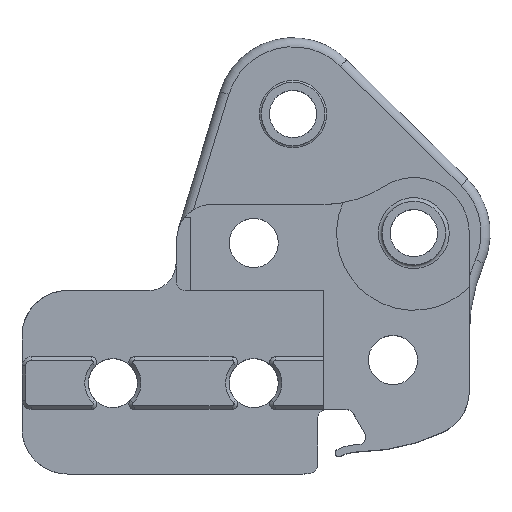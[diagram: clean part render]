
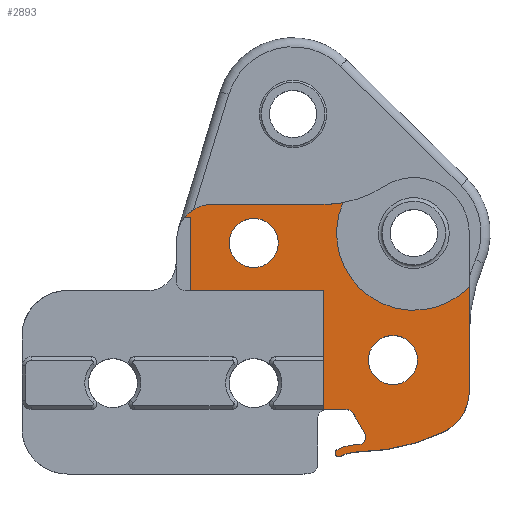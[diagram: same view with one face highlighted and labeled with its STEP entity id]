
A CAD part, top view. The second image highlights one B-rep face of the part: STEP entity #2893.
In plain terms, the highlighted planar face has unit normal (0, 0, 1).
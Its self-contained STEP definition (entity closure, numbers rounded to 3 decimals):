
#133=LINE('',#4248,#368);
#266=LINE('',#5158,#501);
#273=LINE('',#5191,#508);
#277=LINE('',#5199,#512);
#284=LINE('',#5215,#519);
#285=LINE('',#5219,#520);
#286=LINE('',#5221,#521);
#287=LINE('',#5222,#522);
#368=VECTOR('',#3341,10.);
#501=VECTOR('',#3866,10.);
#508=VECTOR('',#3899,10.);
#512=VECTOR('',#3905,10.);
#519=VECTOR('',#3916,10.);
#520=VECTOR('',#3919,10.);
#521=VECTOR('',#3920,10.);
#522=VECTOR('',#3921,10.);
#618=FACE_BOUND('',#909,.T.);
#619=FACE_BOUND('',#910,.T.);
#729=FACE_OUTER_BOUND('',#908,.T.);
#908=EDGE_LOOP('',(#2377,#2378,#2379,#2380,#2381,#2382,#2383,#2384,#2385,
#2386,#2387,#2388,#2389,#2390,#2391,#2392,#2393,#2394));
#909=EDGE_LOOP('',(#2395));
#910=EDGE_LOOP('',(#2396));
#977=CIRCLE('',#2978,8.5);
#1035=CIRCLE('',#3074,2.7);
#1036=CIRCLE('',#3076,2.7);
#1077=CIRCLE('',#3160,5.);
#1081=CIRCLE('',#3172,0.8);
#1083=CIRCLE('',#3176,1.);
#1084=CIRCLE('',#3179,5.2);
#1085=CIRCLE('',#3181,0.4);
#1093=CIRCLE('',#3193,12.);
#1094=CIRCLE('',#3194,4.);
#1095=CIRCLE('',#3195,4.4);
#1096=CIRCLE('',#3196,22.2);
#1152=VERTEX_POINT('',#4235);
#1153=VERTEX_POINT('',#4237);
#1156=VERTEX_POINT('',#4247);
#1257=VERTEX_POINT('',#4597);
#1258=VERTEX_POINT('',#4601);
#1307=VERTEX_POINT('',#5108);
#1316=VERTEX_POINT('',#5142);
#1317=VERTEX_POINT('',#5144);
#1319=VERTEX_POINT('',#5152);
#1320=VERTEX_POINT('',#5154);
#1321=VERTEX_POINT('',#5160);
#1322=VERTEX_POINT('',#5164);
#1333=VERTEX_POINT('',#5190);
#1336=VERTEX_POINT('',#5198);
#1342=VERTEX_POINT('',#5212);
#1343=VERTEX_POINT('',#5214);
#1344=VERTEX_POINT('',#5216);
#1345=VERTEX_POINT('',#5218);
#1346=VERTEX_POINT('',#5220);
#1347=VERTEX_POINT('',#5223);
#1421=EDGE_CURVE('',#1153,#1152,#977,.T.);
#1426=EDGE_CURVE('',#1156,#1153,#133,.T.);
#1561=EDGE_CURVE('',#1257,#1257,#1035,.T.);
#1563=EDGE_CURVE('',#1258,#1258,#1036,.T.);
#1663=EDGE_CURVE('',#1156,#1307,#1077,.T.);
#1682=EDGE_CURVE('',#1316,#1317,#1081,.T.);
#1686=EDGE_CURVE('',#1320,#1319,#1083,.T.);
#1688=EDGE_CURVE('',#1319,#1316,#266,.T.);
#1689=EDGE_CURVE('',#1321,#1317,#1084,.T.);
#1691=EDGE_CURVE('',#1322,#1321,#1085,.T.);
#1704=EDGE_CURVE('',#1333,#1320,#273,.T.);
#1708=EDGE_CURVE('',#1333,#1336,#277,.T.);
#1715=EDGE_CURVE('',#1152,#1342,#1093,.T.);
#1716=EDGE_CURVE('',#1342,#1343,#284,.T.);
#1717=EDGE_CURVE('',#1343,#1344,#1094,.T.);
#1718=EDGE_CURVE('',#1344,#1345,#285,.T.);
#1719=EDGE_CURVE('',#1345,#1346,#286,.T.);
#1720=EDGE_CURVE('',#1346,#1336,#287,.T.);
#1721=EDGE_CURVE('',#1322,#1347,#1095,.T.);
#1722=EDGE_CURVE('',#1347,#1307,#1096,.T.);
#2377=ORIENTED_EDGE('',*,*,#1421,.T.);
#2378=ORIENTED_EDGE('',*,*,#1715,.T.);
#2379=ORIENTED_EDGE('',*,*,#1716,.T.);
#2380=ORIENTED_EDGE('',*,*,#1717,.T.);
#2381=ORIENTED_EDGE('',*,*,#1718,.T.);
#2382=ORIENTED_EDGE('',*,*,#1719,.T.);
#2383=ORIENTED_EDGE('',*,*,#1720,.T.);
#2384=ORIENTED_EDGE('',*,*,#1708,.F.);
#2385=ORIENTED_EDGE('',*,*,#1704,.T.);
#2386=ORIENTED_EDGE('',*,*,#1686,.T.);
#2387=ORIENTED_EDGE('',*,*,#1688,.T.);
#2388=ORIENTED_EDGE('',*,*,#1682,.T.);
#2389=ORIENTED_EDGE('',*,*,#1689,.F.);
#2390=ORIENTED_EDGE('',*,*,#1691,.F.);
#2391=ORIENTED_EDGE('',*,*,#1721,.T.);
#2392=ORIENTED_EDGE('',*,*,#1722,.T.);
#2393=ORIENTED_EDGE('',*,*,#1663,.F.);
#2394=ORIENTED_EDGE('',*,*,#1426,.T.);
#2395=ORIENTED_EDGE('',*,*,#1561,.T.);
#2396=ORIENTED_EDGE('',*,*,#1563,.T.);
#2761=PLANE('',#3192);
#2893=ADVANCED_FACE('',(#729,#618,#619),#2761,.T.);
#2978=AXIS2_PLACEMENT_3D('',#4238,#3330,#3331);
#3074=AXIS2_PLACEMENT_3D('',#4599,#3599,#3600);
#3076=AXIS2_PLACEMENT_3D('',#4603,#3604,#3605);
#3160=AXIS2_PLACEMENT_3D('',#5109,#3812,#3813);
#3172=AXIS2_PLACEMENT_3D('',#5146,#3851,#3852);
#3176=AXIS2_PLACEMENT_3D('',#5155,#3861,#3862);
#3179=AXIS2_PLACEMENT_3D('',#5161,#3869,#3870);
#3181=AXIS2_PLACEMENT_3D('',#5165,#3874,#3875);
#3192=AXIS2_PLACEMENT_3D('',#5211,#3912,#3913);
#3193=AXIS2_PLACEMENT_3D('',#5213,#3914,#3915);
#3194=AXIS2_PLACEMENT_3D('',#5217,#3917,#3918);
#3195=AXIS2_PLACEMENT_3D('',#5224,#3922,#3923);
#3196=AXIS2_PLACEMENT_3D('',#5225,#3924,#3925);
#3330=DIRECTION('center_axis',(0.,0.,-1.));
#3331=DIRECTION('ref_axis',(-1.,0.,0.));
#3341=DIRECTION('',(0.,1.,0.));
#3599=DIRECTION('center_axis',(0.,0.,
-1.));
#3600=DIRECTION('ref_axis',(0.814,0.581,0.));
#3604=DIRECTION('center_axis',(0.,0.,
-1.));
#3605=DIRECTION('ref_axis',(0.814,0.581,0.));
#3812=DIRECTION('center_axis',(0.,0.,
-1.));
#3813=DIRECTION('ref_axis',(0.432,-0.902,0.));
#3851=DIRECTION('center_axis',(0.,0.,
-1.));
#3852=DIRECTION('ref_axis',(0.002,-1.,0.));
#3861=DIRECTION('center_axis',(0.,0.,
-1.));
#3862=DIRECTION('ref_axis',(0.866,0.5,0.));
#3866=DIRECTION('',(0.5,-0.866,0.));
#3869=DIRECTION('center_axis',(0.,0.,
-1.));
#3870=DIRECTION('ref_axis',(0.,1.,0.));
#3874=DIRECTION('center_axis',(0.,0.,
-1.));
#3875=DIRECTION('ref_axis',(-0.459,0.889,0.));
#3899=DIRECTION('',(1.,0.,0.));
#3905=DIRECTION('',(0.,1.,0.));
#3912=DIRECTION('center_axis',(0.,0.,
1.));
#3913=DIRECTION('ref_axis',(-1.,0.,0.));
#3914=DIRECTION('center_axis',(0.,0.,
-1.));
#3915=DIRECTION('ref_axis',(0.,-1.,0.));
#3916=DIRECTION('',(-1.,0.,0.));
#3917=DIRECTION('center_axis',(0.,0.,
1.));
#3918=DIRECTION('ref_axis',(-0.773,0.635,0.));
#3919=DIRECTION('',(1.,0.,0.));
#3920=DIRECTION('',(0.,-1.,0.));
#3921=DIRECTION('',(1.,0.,0.));
#3922=DIRECTION('center_axis',(0.,0.,
-1.));
#3923=DIRECTION('ref_axis',(-0.01,1.,0.));
#3924=DIRECTION('center_axis',(0.,0.,
1.));
#3925=DIRECTION('ref_axis',(0.432,-0.902,0.));
#4235=CARTESIAN_POINT('',(10.751,16.951,26.762));
#4237=CARTESIAN_POINT('',(24.669,7.692,26.762));
#4238=CARTESIAN_POINT('Origin',(18.567,13.61,26.762));
#4247=CARTESIAN_POINT('',(24.669,-3.773,26.762));
#4248=CARTESIAN_POINT('',(24.669,-3.773,26.762));
#4597=CARTESIAN_POINT('',(13.569,-0.365,26.762));
#4599=CARTESIAN_POINT('Origin',(16.269,-0.365,26.762));
#4601=CARTESIAN_POINT('',(-1.756,12.522,26.762));
#4603=CARTESIAN_POINT('Origin',(0.944,12.522,26.762));
#5108=CARTESIAN_POINT('',(21.831,-8.282,26.762));
#5109=CARTESIAN_POINT('Origin',(19.669,-3.773,26.762));
#5142=CARTESIAN_POINT('',(13.187,-8.464,26.762));
#5144=CARTESIAN_POINT('',(12.495,-9.664,26.762));
#5146=CARTESIAN_POINT('Origin',(12.494,-8.864,26.762));
#5152=CARTESIAN_POINT('',(11.932,-6.29,26.762));
#5154=CARTESIAN_POINT('',(11.066,-5.79,26.762));
#5155=CARTESIAN_POINT('Origin',(11.066,-6.79,26.762));
#5158=CARTESIAN_POINT('',(11.932,-6.29,26.762));
#5160=CARTESIAN_POINT('',(10.11,-10.243,26.762));
#5161=CARTESIAN_POINT('Origin',(12.495,-14.864,26.762));
#5164=CARTESIAN_POINT('',(10.477,-10.954,26.762));
#5165=CARTESIAN_POINT('Origin',(10.294,-10.598,26.762));
#5190=CARTESIAN_POINT('',(8.594,-5.79,26.762));
#5191=CARTESIAN_POINT('',(8.594,-5.79,26.762));
#5198=CARTESIAN_POINT('',(8.594,7.31,26.762));
#5199=CARTESIAN_POINT('',(8.594,-5.79,26.762));
#5211=CARTESIAN_POINT('Origin',(27.923,24.01,26.762));
#5212=CARTESIAN_POINT('',(8.675,16.77,26.762));
#5213=CARTESIAN_POINT('Origin',(8.675,28.77,26.762));
#5214=CARTESIAN_POINT('',(-3.58,16.77,26.762));
#5215=CARTESIAN_POINT('',(8.675,16.77,26.762));
#5216=CARTESIAN_POINT('',(-6.67,15.31,26.762));
#5217=CARTESIAN_POINT('Origin',(-3.58,12.77,26.762));
#5218=CARTESIAN_POINT('',(-6.006,15.31,26.762));
#5219=CARTESIAN_POINT('',(-6.67,15.31,26.762));
#5220=CARTESIAN_POINT('',(-6.006,7.31,26.762));
#5221=CARTESIAN_POINT('',(-6.006,15.31,26.762));
#5222=CARTESIAN_POINT('',(-6.006,7.31,26.762));
#5223=CARTESIAN_POINT('',(12.452,-10.464,26.762));
#5224=CARTESIAN_POINT('Origin',(12.495,-14.864,26.762));
#5225=CARTESIAN_POINT('Origin',(12.23,11.735,26.762));
